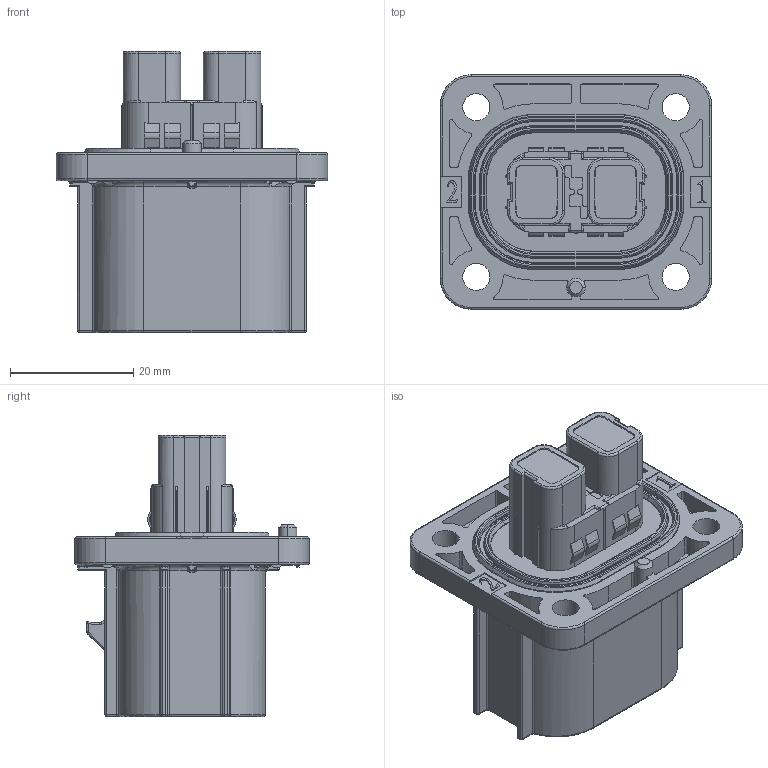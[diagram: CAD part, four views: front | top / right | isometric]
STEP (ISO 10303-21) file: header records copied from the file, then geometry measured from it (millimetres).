
FILE_DESCRIPTION (( 'STEP AP203' ), '1' );
FILE_NAME ('YGEV2-P2RA²å×ù.STEP', '2024-05-28T01:29:07', ( '' ), ( '' ), 'SwSTEP 2.0', 'SolidWorks 2018', '' );
FILE_SCHEMA (( 'CONFIG_CONTROL_DESIGN' ));
Length unit declared in the file: millimetre
Products named in the file (1): YGEV2-P2RA脣釱
Bounding box: 44 x 38 x 45.55 mm (x, y, z)
Volume: 20327.3 mm3; surface area: 13086 mm2
Topology: 1 solids, 1 shells, 2433 faces, 6343 edges, 3978 vertices
Faces by surface type: plane 1372, cylinder 560, bspline 289, torus 122, sphere 52, cone 38
Entity records: 89658 total; most frequent: CARTESIAN_POINT 31812, ORIENTED_EDGE 12590, DIRECTION 11098, EDGE_CURVE 6295, LINE 4286, VECTOR 4286, VERTEX_POINT 3978, AXIS2_PLACEMENT_3D 3406
